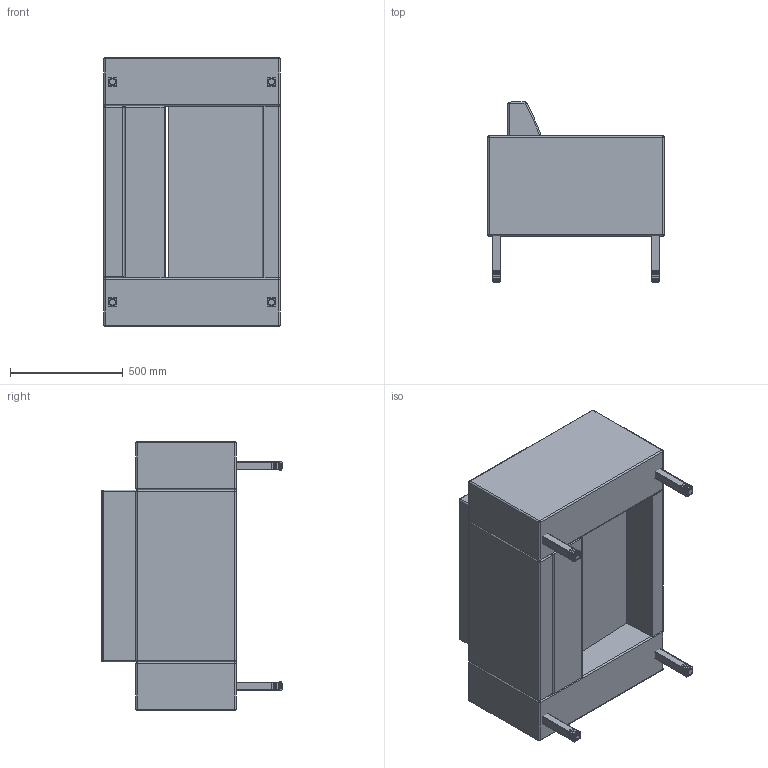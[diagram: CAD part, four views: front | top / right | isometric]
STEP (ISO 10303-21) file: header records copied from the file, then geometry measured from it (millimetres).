
FILE_DESCRIPTION(/* description */ (''),/* implementation_level */ '2;1');
FILE_NAME(/* name */ 'KAS18F.stp',/* time_stamp */ '2016-03-31T16:21:29-04:00',/* author */ ('emerkel'),/* organization */ (''),/* preprocessor_version */ 'ST-DEVELOPER v16.1',/* originating_system */ 'Autodesk Inventor 2016',/* authorisation */ '');
FILE_SCHEMA (('AUTOMOTIVE_DESIGN { 1 0 10303 214 3 1 1 }'));
Length unit declared in the file: inch
Products named in the file (10): KAS18 FARML-R; LEG 14.5; LEG CAP 1.5-1-B; UOBACK KAS13B; UBACK KAS13B; USEAT KAS10B; GLD BLK 5-16; LEG CAP 1.5-1-B_1; KAS18 FARML-R_1; KAS18F
Assembly tree (12 placements, depth 4):
  KAS18F
    KAS18 FARML-R_1  x2
      KAS18 FARML-R
      LEG 14.5
      LEG CAP 1.5-1-B_1
        LEG CAP 1.5-1-B
        GLD BLK 5-16
    UOBACK KAS13B
    UBACK KAS13B
    USEAT KAS10B
Bounding box: 781.05 x 798.7 x 1193.8 mm (x, y, z)
Volume: 304622261.7 mm3; surface area: 6383998 mm2
Topology: 25 solids, 33 shells, 3156 faces, 6668 edges, 3654 vertices
Faces by surface type: cylinder 938, plane 826, torus 622, bspline 558, sphere 108, cone 104
Full cylindrical faces by diameter (mm): 6.528 x8, 7.925 x8, 7.937 x28, 7.938 x16, 8.001 x4, 8.636 x4, 9.271 x4
Entity records: 33463 total; most frequent: CARTESIAN_POINT 16402, ORIENTED_EDGE 3500, DIRECTION 3420, EDGE_CURVE 1752, AXIS2_PLACEMENT_3D 1371, VERTEX_POINT 964, EDGE_LOOP 904, FACE_OUTER_BOUND 848
